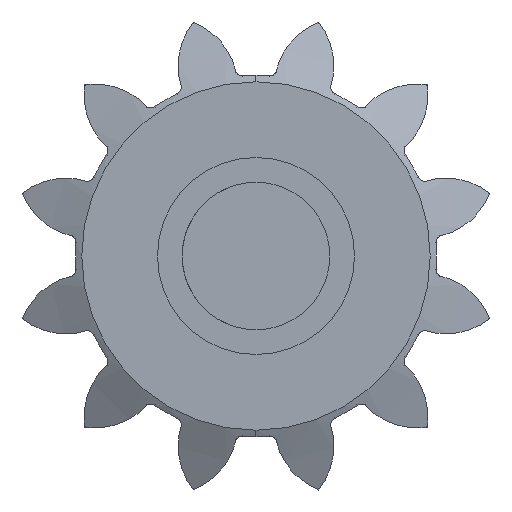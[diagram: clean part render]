
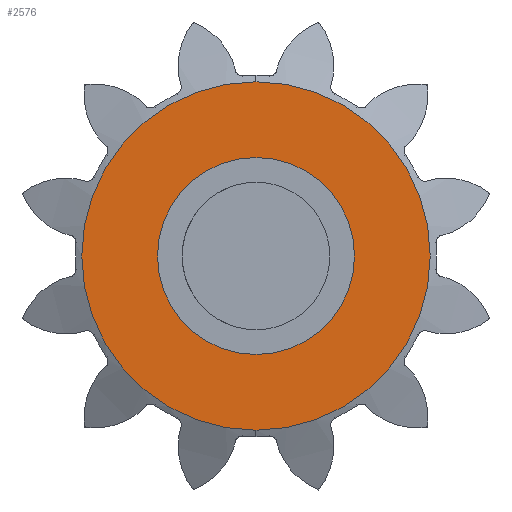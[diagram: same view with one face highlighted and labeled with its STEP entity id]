
A CAD part, left-side view. The second image highlights one B-rep face of the part: STEP entity #2576.
In plain terms, the highlighted planar face has unit normal (-1, 0, 0).
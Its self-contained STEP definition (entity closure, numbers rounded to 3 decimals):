
#68 = AXIS2_PLACEMENT_3D ( 'NONE', #560, #1088, #2396 ) ;
#85 = DIRECTION ( 'NONE',  ( 0., 0., 1. ) ) ;
#136 = EDGE_CURVE ( 'NONE', #3071, #1350, #567, .T. ) ;
#201 = DIRECTION ( 'NONE',  ( 0., 0., -1. ) ) ;
#417 = DIRECTION ( 'NONE',  ( -1., 0., 0. ) ) ;
#496 = DIRECTION ( 'NONE',  ( 1., 0., 0. ) ) ;
#520 = CARTESIAN_POINT ( 'NONE',  ( 0., 0., 0. ) ) ;
#531 = CARTESIAN_POINT ( 'NONE',  ( 0., 0., 3.539 ) ) ;
#560 = CARTESIAN_POINT ( 'NONE',  ( 0., 0., 0. ) ) ;
#567 = CIRCLE ( 'NONE', #759, 2. ) ;
#759 = AXIS2_PLACEMENT_3D ( 'NONE', #1259, #1581, #1008 ) ;
#779 = EDGE_CURVE ( 'NONE', #3788, #1309, #1161, .T. ) ;
#882 = PLANE ( 'NONE',  #993 ) ;
#993 = AXIS2_PLACEMENT_3D ( 'NONE', #520, #496, #201 ) ;
#1008 = DIRECTION ( 'NONE',  ( 0., 0., -1. ) ) ;
#1088 = DIRECTION ( 'NONE',  ( -1., 0., 0. ) ) ;
#1089 = AXIS2_PLACEMENT_3D ( 'NONE', #3049, #2761, #3726 ) ;
#1161 = CIRCLE ( 'NONE', #1089, 3.539 ) ;
#1171 = ORIENTED_EDGE ( 'NONE', *, *, #779, .T. ) ;
#1259 = CARTESIAN_POINT ( 'NONE',  ( 0., 0., 0. ) ) ;
#1298 = CARTESIAN_POINT ( 'NONE',  ( 0., 0., 2. ) ) ;
#1309 = VERTEX_POINT ( 'NONE', #1943 ) ;
#1350 = VERTEX_POINT ( 'NONE', #1298 ) ;
#1404 = CARTESIAN_POINT ( 'NONE',  ( 0., 0., -2. ) ) ;
#1581 = DIRECTION ( 'NONE',  ( -1., 0., 0. ) ) ;
#1813 = ORIENTED_EDGE ( 'NONE', *, *, #2995, .F. ) ;
#1870 = CIRCLE ( 'NONE', #68, 2. ) ;
#1943 = CARTESIAN_POINT ( 'NONE',  ( 0., 0., -3.539 ) ) ;
#1954 = EDGE_LOOP ( 'NONE', ( #2067, #1171 ) ) ;
#1967 = CARTESIAN_POINT ( 'NONE',  ( 0., 0., 0. ) ) ;
#2067 = ORIENTED_EDGE ( 'NONE', *, *, #3675, .T. ) ;
#2304 = AXIS2_PLACEMENT_3D ( 'NONE', #1967, #417, #85 ) ;
#2396 = DIRECTION ( 'NONE',  ( 0., 0., -1. ) ) ;
#2576 = ADVANCED_FACE ( 'NONE', ( #3107, #3656 ), #882, .F. ) ;
#2761 = DIRECTION ( 'NONE',  ( -1., 0., 0. ) ) ;
#2889 = EDGE_LOOP ( 'NONE', ( #3634, #1813 ) ) ;
#2995 = EDGE_CURVE ( 'NONE', #1350, #3071, #1870, .T. ) ;
#3049 = CARTESIAN_POINT ( 'NONE',  ( 0., 0., 0. ) ) ;
#3071 = VERTEX_POINT ( 'NONE', #1404 ) ;
#3107 = FACE_BOUND ( 'NONE', #2889, .T. ) ;
#3447 = CIRCLE ( 'NONE', #2304, 3.539 ) ;
#3634 = ORIENTED_EDGE ( 'NONE', *, *, #136, .F. ) ;
#3656 = FACE_OUTER_BOUND ( 'NONE', #1954, .T. ) ;
#3675 = EDGE_CURVE ( 'NONE', #1309, #3788, #3447, .T. ) ;
#3726 = DIRECTION ( 'NONE',  ( 0., 0., 1. ) ) ;
#3788 = VERTEX_POINT ( 'NONE', #531 ) ;
